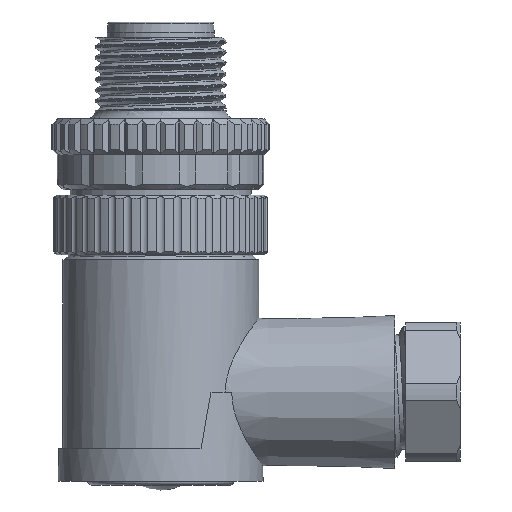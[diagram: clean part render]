
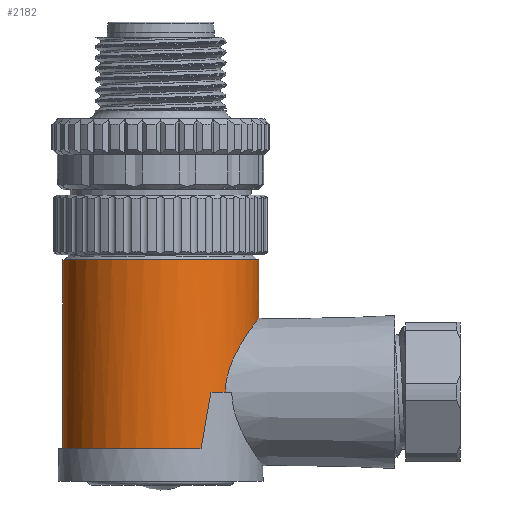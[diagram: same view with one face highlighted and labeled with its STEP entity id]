
A CAD part, left-side view. The second image highlights one B-rep face of the part: STEP entity #2182.
In plain terms, the highlighted cylindrical face has radius 9 mm (diameter 18 mm), a full revolution.
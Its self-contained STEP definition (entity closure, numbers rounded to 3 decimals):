
#129=ELLIPSE('',#12208,51.829,9.);
#130=ELLIPSE('',#12210,51.829,9.);
#417=B_SPLINE_CURVE_WITH_KNOTS('',3,(#21897,#21898,#21899,#21900,#21901,
#21902,#21903,#21904,#21905,#21906,#21907,#21908),.UNSPECIFIED.,.F.,.F.,
(4,2,2,2,2,4),(0.,0.25,0.375,0.5,0.75,1.),.UNSPECIFIED.);
#1137=CYLINDRICAL_SURFACE('',#12214,9.);
#1686=FACE_BOUND('',#3774,.T.);
#1687=FACE_BOUND('',#3775,.T.);
#2182=ADVANCED_FACE('',(#1686,#1687),#1137,.T.);
#3774=EDGE_LOOP('',(#6555,#6556,#6557,#6558,#6559,#6560));
#3775=EDGE_LOOP('',(#6561));
#4451=CIRCLE('',#12209,9.);
#4452=CIRCLE('',#12211,9.);
#4453=CIRCLE('',#12212,9.);
#4454=CIRCLE('',#12213,9.);
#6555=ORIENTED_EDGE('',*,*,#9816,.F.);
#6556=ORIENTED_EDGE('',*,*,#9817,.F.);
#6557=ORIENTED_EDGE('',*,*,#9818,.F.);
#6558=ORIENTED_EDGE('',*,*,#9819,.F.);
#6559=ORIENTED_EDGE('',*,*,#9820,.T.);
#6560=ORIENTED_EDGE('',*,*,#9821,.F.);
#6561=ORIENTED_EDGE('',*,*,#9822,.F.);
#8466=VERTEX_POINT('',#21889);
#8467=VERTEX_POINT('',#21890);
#8468=VERTEX_POINT('',#21892);
#8469=VERTEX_POINT('',#21894);
#8470=VERTEX_POINT('',#21896);
#8471=VERTEX_POINT('',#21909);
#8472=VERTEX_POINT('',#21912);
#9816=EDGE_CURVE('',#8466,#8467,#129,.T.);
#9817=EDGE_CURVE('',#8468,#8466,#4451,.T.);
#9818=EDGE_CURVE('',#8469,#8468,#130,.T.);
#9819=EDGE_CURVE('',#8470,#8469,#4452,.T.);
#9820=EDGE_CURVE('',#8470,#8471,#417,.T.);
#9821=EDGE_CURVE('',#8467,#8471,#4453,.T.);
#9822=EDGE_CURVE('',#8472,#8472,#4454,.T.);
#12208=AXIS2_PLACEMENT_3D('',#21888,#14662,#14663);
#12209=AXIS2_PLACEMENT_3D('',#21891,#14664,#14665);
#12210=AXIS2_PLACEMENT_3D('',#21893,#14666,#14667);
#12211=AXIS2_PLACEMENT_3D('',#21895,#14668,#14669);
#12212=AXIS2_PLACEMENT_3D('',#21910,#14670,#14671);
#12213=AXIS2_PLACEMENT_3D('',#21911,#14672,#14673);
#12214=AXIS2_PLACEMENT_3D('',#21913,#14674,#14675);
#14662=DIRECTION('',(0.,-0.985,-0.174));
#14663=DIRECTION('',(0.,0.174,-0.985));
#14664=DIRECTION('',(0.,0.,-1.));
#14665=DIRECTION('',(1.,0.,0.));
#14666=DIRECTION('',(0.,-0.985,-0.174));
#14667=DIRECTION('',(0.,0.174,-0.985));
#14668=DIRECTION('',(0.,0.,-1.));
#14669=DIRECTION('',(1.,0.,0.));
#14670=DIRECTION('',(0.,0.,-1.));
#14671=DIRECTION('',(1.,0.,0.));
#14672=DIRECTION('',(0.,0.,1.));
#14673=DIRECTION('',(1.,0.,0.));
#14674=DIRECTION('',(0.,0.,-1.));
#14675=DIRECTION('',(1.,0.,0.));
#21888=CARTESIAN_POINT('',(0.,0.,-60.201));
#21889=CARTESIAN_POINT('',(8.203,-3.703,-39.2));
#21890=CARTESIAN_POINT('',(7.724,-4.62,-34.));
#21891=CARTESIAN_POINT('',(0.,0.,-39.2));
#21892=CARTESIAN_POINT('',(-8.203,-3.703,-39.2));
#21893=CARTESIAN_POINT('',(0.,0.,-60.201));
#21894=CARTESIAN_POINT('',(-7.724,-4.62,-34.));
#21895=CARTESIAN_POINT('',(0.,0.,-34.));
#21896=CARTESIAN_POINT('',(-6.754,-5.949,-34.));
#21897=CARTESIAN_POINT('',(-6.754,-5.949,-34.));
#21898=CARTESIAN_POINT('',(-6.754,-5.949,-32.117));
#21899=CARTESIAN_POINT('',(-6.006,-6.849,-30.444));
#21900=CARTESIAN_POINT('',(-4.223,-7.979,-28.617));
#21901=CARTESIAN_POINT('',(-3.513,-8.33,-28.116));
#21902=CARTESIAN_POINT('',(-1.878,-8.843,-27.4));
#21903=CARTESIAN_POINT('',(-0.946,-8.998,-27.195));
#21904=CARTESIAN_POINT('',(1.845,-9.003,-27.189));
#21905=CARTESIAN_POINT('',(3.613,-8.363,-27.996));
#21906=CARTESIAN_POINT('',(6.004,-6.853,-30.437));
#21907=CARTESIAN_POINT('',(6.754,-5.949,-32.115));
#21908=CARTESIAN_POINT('',(6.754,-5.949,-34.));
#21909=CARTESIAN_POINT('',(6.754,-5.949,-34.));
#21910=CARTESIAN_POINT('',(0.,0.,-34.));
#21911=CARTESIAN_POINT('',(0.,0.,-21.85));
#21912=CARTESIAN_POINT('',(9.,0.,-21.85));
#21913=CARTESIAN_POINT('',(0.,0.,-21.85));
